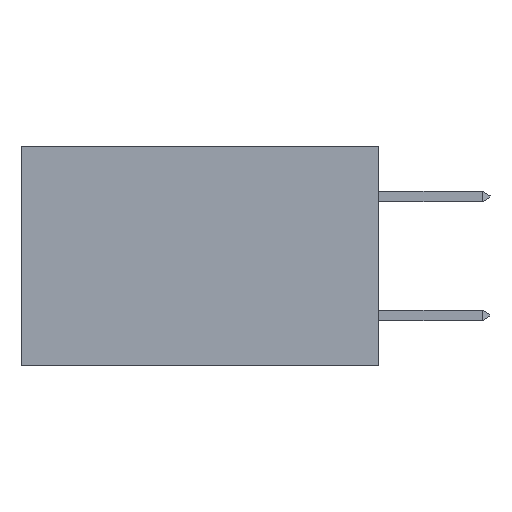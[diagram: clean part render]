
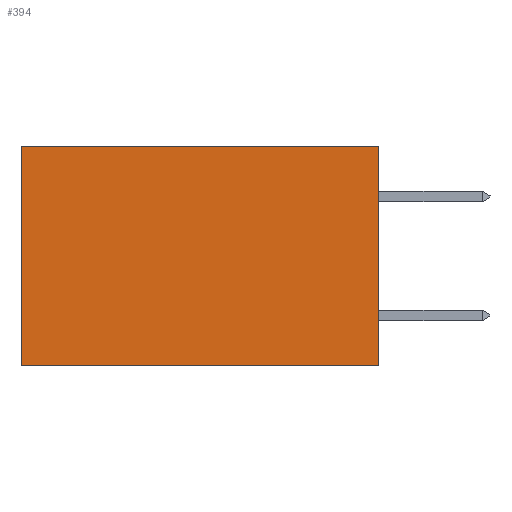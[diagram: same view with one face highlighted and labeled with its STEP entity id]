
A CAD part, left-side view. The second image highlights one B-rep face of the part: STEP entity #394.
In plain terms, the highlighted planar face has unit normal (-1, 0, 0).
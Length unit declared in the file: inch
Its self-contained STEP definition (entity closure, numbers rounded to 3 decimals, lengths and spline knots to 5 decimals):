
#190 = VERTEX_POINT ( 'NONE', #2252 ) ;
#394 = ADVANCED_FACE ( 'NONE', ( #9322 ), #632, .F. ) ;
#454 = EDGE_CURVE ( 'NONE', #9903, #8111, #3937, .T. ) ;
#632 = PLANE ( 'NONE',  #4585 ) ;
#675 = CARTESIAN_POINT ( 'NONE',  ( 0.2615, 0., 0. ) ) ;
#724 = CARTESIAN_POINT ( 'NONE',  ( 0.2615, 0., 0. ) ) ;
#1258 = CARTESIAN_POINT ( 'NONE',  ( 0.2615, 0.6, -0.37 ) ) ;
#1362 = EDGE_LOOP ( 'NONE', ( #11159, #8293, #10353, #8459 ) ) ;
#2252 = CARTESIAN_POINT ( 'NONE',  ( 0.2615, 0.6, 0. ) ) ;
#2870 = LINE ( 'NONE', #10602, #3126 ) ;
#2930 = VECTOR ( 'NONE', #5470, 39.37008 ) ;
#3126 = VECTOR ( 'NONE', #4861, 39.37008 ) ;
#3176 = EDGE_CURVE ( 'NONE', #4620, #190, #6391, .T. ) ;
#3937 = LINE ( 'NONE', #10517, #9663 ) ;
#4503 = DIRECTION ( 'NONE',  ( 0., 0., -1. ) ) ;
#4585 = AXIS2_PLACEMENT_3D ( 'NONE', #6476, #10386, #4503 ) ;
#4620 = VERTEX_POINT ( 'NONE', #724 ) ;
#4861 = DIRECTION ( 'NONE',  ( 0., 0., -1. ) ) ;
#5001 = DIRECTION ( 'NONE',  ( 0., 1., 0. ) ) ;
#5470 = DIRECTION ( 'NONE',  ( 0., 0., -1. ) ) ;
#6391 = LINE ( 'NONE', #675, #12216 ) ;
#6476 = CARTESIAN_POINT ( 'NONE',  ( 0.2615, 0., -0.37 ) ) ;
#7273 = EDGE_CURVE ( 'NONE', #190, #8111, #7376, .T. ) ;
#7376 = LINE ( 'NONE', #11204, #2930 ) ;
#8111 = VERTEX_POINT ( 'NONE', #1258 ) ;
#8293 = ORIENTED_EDGE ( 'NONE', *, *, #454, .F. ) ;
#8351 = DIRECTION ( 'NONE',  ( 0., 1., 0. ) ) ;
#8408 = EDGE_CURVE ( 'NONE', #4620, #9903, #2870, .T. ) ;
#8459 = ORIENTED_EDGE ( 'NONE', *, *, #3176, .T. ) ;
#9010 = CARTESIAN_POINT ( 'NONE',  ( 0.2615, 0., -0.37 ) ) ;
#9322 = FACE_OUTER_BOUND ( 'NONE', #1362, .T. ) ;
#9663 = VECTOR ( 'NONE', #5001, 39.37008 ) ;
#9903 = VERTEX_POINT ( 'NONE', #9010 ) ;
#10353 = ORIENTED_EDGE ( 'NONE', *, *, #8408, .F. ) ;
#10386 = DIRECTION ( 'NONE',  ( 1., 0., 0. ) ) ;
#10517 = CARTESIAN_POINT ( 'NONE',  ( 0.2615, 0., -0.37 ) ) ;
#10602 = CARTESIAN_POINT ( 'NONE',  ( 0.2615, 0., -0.37 ) ) ;
#11159 = ORIENTED_EDGE ( 'NONE', *, *, #7273, .T. ) ;
#11204 = CARTESIAN_POINT ( 'NONE',  ( 0.2615, 0.6, -0.37 ) ) ;
#12216 = VECTOR ( 'NONE', #8351, 39.37008 ) ;
